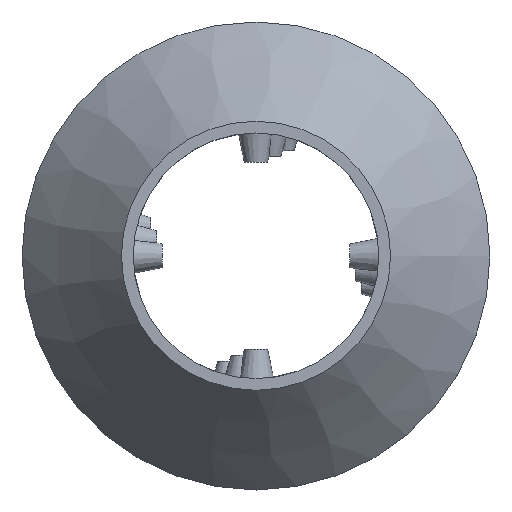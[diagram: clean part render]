
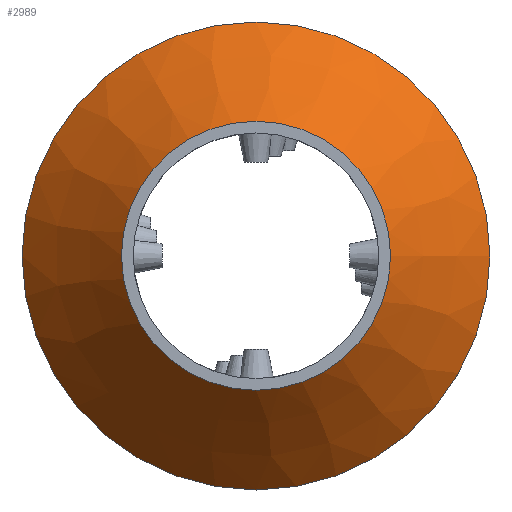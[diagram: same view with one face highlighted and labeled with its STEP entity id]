
A CAD part, top view. The second image highlights one B-rep face of the part: STEP entity #2989.
In plain terms, the highlighted conical face has half-angle 40.365 degrees and reference radius 8 mm.
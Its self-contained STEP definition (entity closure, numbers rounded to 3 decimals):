
#2275 = EDGE_CURVE('',#2276,#2276,#2278,.T.);
#2276 = VERTEX_POINT('',#2277);
#2277 = CARTESIAN_POINT('',(4.6,0.,5.));
#2278 = CIRCLE('',#2279,4.6);
#2279 = AXIS2_PLACEMENT_3D('',#2280,#2281,#2282);
#2280 = CARTESIAN_POINT('',(0.,0.,5.));
#2281 = DIRECTION('',(0.,0.,-1.));
#2282 = DIRECTION('',(1.,0.,0.));
#2989 = ADVANCED_FACE('',(#2990),#3009,.T.);
#2990 = FACE_BOUND('',#2991,.F.);
#2991 = EDGE_LOOP('',(#2992,#3001,#3007,#3008));
#2992 = ORIENTED_EDGE('',*,*,#2993,.T.);
#2993 = EDGE_CURVE('',#2994,#2994,#2996,.T.);
#2994 = VERTEX_POINT('',#2995);
#2995 = CARTESIAN_POINT('',(8.,0.,1.));
#2996 = CIRCLE('',#2997,8.);
#2997 = AXIS2_PLACEMENT_3D('',#2998,#2999,#3000);
#2998 = CARTESIAN_POINT('',(0.,0.,1.));
#2999 = DIRECTION('',(0.,0.,-1.));
#3000 = DIRECTION('',(1.,0.,0.));
#3001 = ORIENTED_EDGE('',*,*,#3002,.T.);
#3002 = EDGE_CURVE('',#2994,#2276,#3003,.T.);
#3003 = LINE('',#3004,#3005);
#3004 = CARTESIAN_POINT('',(8.,0.,1.));
#3005 = VECTOR('',#3006,1.);
#3006 = DIRECTION('',(-0.648,0.,0.762)
  );
#3007 = ORIENTED_EDGE('',*,*,#2275,.F.);
#3008 = ORIENTED_EDGE('',*,*,#3002,.F.);
#3009 = CONICAL_SURFACE('',#3010,8.,0.704);
#3010 = AXIS2_PLACEMENT_3D('',#3011,#3012,#3013);
#3011 = CARTESIAN_POINT('',(0.,0.,1.));
#3012 = DIRECTION('',(-0.,0.,-1.));
#3013 = DIRECTION('',(1.,0.,0.));
